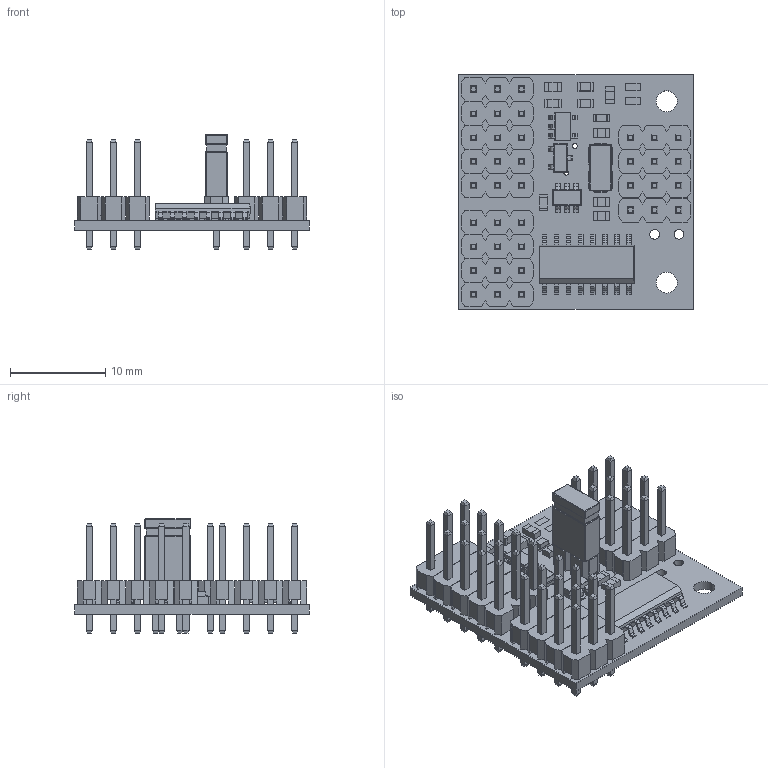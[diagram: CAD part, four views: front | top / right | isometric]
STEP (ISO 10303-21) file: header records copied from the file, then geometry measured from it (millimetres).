
FILE_DESCRIPTION (( 'STEP AP214' ), '1' );
FILE_NAME ('4-channel-rc-servo-multiplexer.step', '2024-01-10T00:10:49', ( '' ), ( '' ), 'SwSTEP 2.0', 'SolidWorks 2023', '' );
FILE_SCHEMA (( 'AUTOMOTIVE_DESIGN' ));
Length unit declared in the file: millimetre
Products named in the file (1): 4-channel-rc-servo-multiplexer
Bounding box: 24.64 x 24.64 x 12 mm (x, y, z)
Volume: 1406 mm3; surface area: 4133.8 mm2
Topology: 16 solids, 16 shells, 2497 faces, 6353 edges, 3994 vertices
Faces by surface type: plane 2041, cylinder 270, bspline 174, sphere 12
Entity records: 107488 total; most frequent: CARTESIAN_POINT 20663, ORIENTED_EDGE 12682, DIRECTION 11045, EDGE_CURVE 6341, VECTOR 5461, LINE 5461, VERTEX_POINT 3994, AXIS2_PLACEMENT_3D 2792
